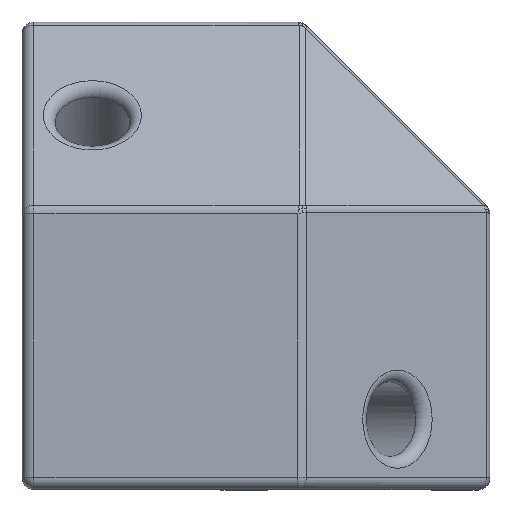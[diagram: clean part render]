
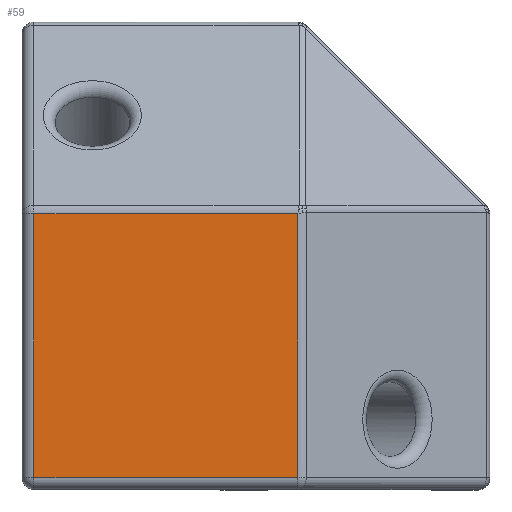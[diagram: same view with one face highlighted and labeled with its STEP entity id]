
A CAD part, top view. The second image highlights one B-rep face of the part: STEP entity #59.
In plain terms, the highlighted planar face has unit normal (0, 0, 1).
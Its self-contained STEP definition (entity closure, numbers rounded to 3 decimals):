
#59=ADVANCED_FACE('',(#344),#346,.T.);
#344=FACE_BOUND('',#345,.T.);
#345=EDGE_LOOP('',(#2626,#2627,#2628,#2629));
#346=PLANE('',#347);
#347=AXIS2_PLACEMENT_3D('',#348,#349,#350);
#348=CARTESIAN_POINT('',(0.,0.,20.));
#349=DIRECTION('',(0.,0.,1.));
#350=DIRECTION('',(-1.,0.,0.));
#2626=ORIENTED_EDGE('',*,*,#3663,.T.);
#2627=ORIENTED_EDGE('',*,*,#3664,.T.);
#2628=ORIENTED_EDGE('',*,*,#3665,.T.);
#2629=ORIENTED_EDGE('',*,*,#3666,.T.);
#3663=EDGE_CURVE('',#4260,#4261,#4262,.T.);
#3664=EDGE_CURVE('',#4261,#4263,#4264,.T.);
#3665=EDGE_CURVE('',#4263,#4265,#4266,.T.);
#3666=EDGE_CURVE('',#4265,#4260,#4267,.T.);
#4260=VERTEX_POINT('',#5256);
#4261=VERTEX_POINT('',#5257);
#4262=LINE('',#5258,#5259);
#4263=VERTEX_POINT('',#5261);
#4264=LINE('',#5262,#5263);
#4265=VERTEX_POINT('',#5265);
#4266=LINE('',#5266,#5267);
#4267=LINE('',#5269,#5270);
#5256=CARTESIAN_POINT('',(-9.5,-9.5,20.));
#5257=CARTESIAN_POINT('',(1.793,-9.5,20.));
#5258=CARTESIAN_POINT('',(-9.5,-9.5,20.));
#5259=VECTOR('',#5260,1.);
#5260=DIRECTION('',(1.,0.,0.));
#5261=CARTESIAN_POINT('',(1.793,1.793,20.));
#5262=CARTESIAN_POINT('',(1.793,-9.5,20.));
#5263=VECTOR('',#5264,1.);
#5264=DIRECTION('',(0.,1.,0.));
#5265=CARTESIAN_POINT('',(-9.5,1.793,20.));
#5266=CARTESIAN_POINT('',(1.793,1.793,20.));
#5267=VECTOR('',#5268,1.);
#5268=DIRECTION('',(-1.,0.,0.));
#5269=CARTESIAN_POINT('',(-9.5,1.793,20.));
#5270=VECTOR('',#5271,1.);
#5271=DIRECTION('',(0.,-1.,0.));
